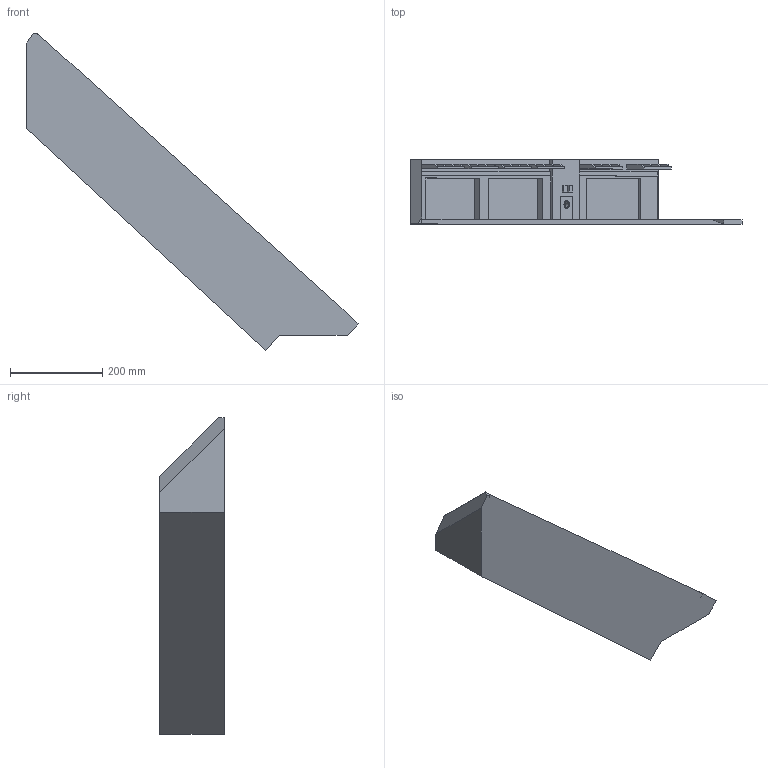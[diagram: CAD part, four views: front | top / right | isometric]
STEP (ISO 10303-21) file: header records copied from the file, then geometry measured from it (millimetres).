
FILE_DESCRIPTION(/* description */ (''),/* implementation_level */ '2;1');
FILE_NAME(/* name */ 'CarPark.step',/* time_stamp */ '2024-10-21T21:37:20+02:00',/* author */ (''),/* organization */ (''),/* preprocessor_version */ 'ST-DEVELOPER v20',/* originating_system */ 'Autodesk Translation Framework v13.20.0.188',/* authorisation */ '');
FILE_SCHEMA (('AUTOMOTIVE_DESIGN { 1 0 10303 214 3 1 1 }'));
Length unit declared in the file: millimetre
Products named in the file (1): CarPark
Bounding box: 719.48 x 140 x 686.2 mm (x, y, z)
Volume: 4488925.7 mm3; surface area: 612600.5 mm2
Topology: 1 solids, 1 shells, 180 faces, 501 edges, 333 vertices
Faces by surface type: plane 178, cylinder 2
Full cylindrical faces by diameter (mm): 11.662 x1, 16.492 x1
Entity records: 5796 total; most frequent: CARTESIAN_POINT 1015, ORIENTED_EDGE 1002, DIRECTION 867, EDGE_CURVE 501, LINE 497, VECTOR 497, VERTEX_POINT 333, EDGE_LOOP 190
